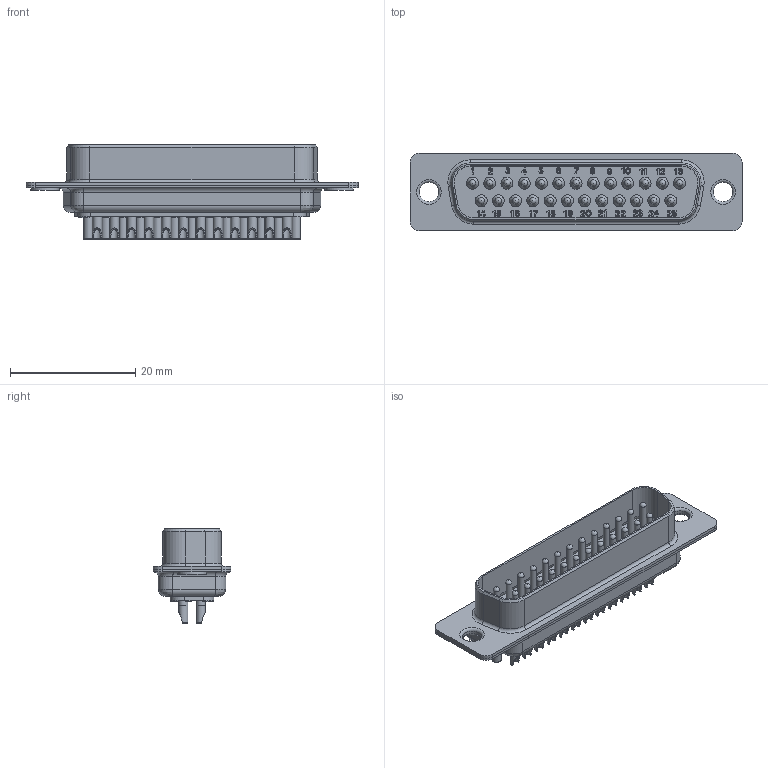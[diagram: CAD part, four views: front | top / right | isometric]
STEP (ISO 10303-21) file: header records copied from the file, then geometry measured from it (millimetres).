
FILE_DESCRIPTION(/* description */ ('I25P'),/* implementation_level */ '2;1');
FILE_NAME(/* name */ 'K050009.stp',/* time_stamp */ '2017-04-28T16:54:27+02:00',/* author */ ('M. Rickli'),/* organization */ (''),/* preprocessor_version */ 'ST-DEVELOPER v15.6',/* originating_system */ 'Autodesk Inventor 2015',/* authorisation */ '');
FILE_SCHEMA (('AUTOMOTIVE_DESIGN { 1 0 10303 214 3 1 1 }'));
Length unit declared in the file: millimetre
Products named in the file (5): N00405_BG; R+B00919_BG; R+B00128_BG; R+B00123_BG; K050009
Assembly tree (28 placements, depth 2):
  K050009
    N00405_BG
    R+B00919_BG  x25
    R+B00128_BG
    R+B00123_BG
Bounding box: 53.1 x 12.4 x 15.1 mm (x, y, z)
Volume: 2480.8 mm3; surface area: 7064.3 mm2
Topology: 28 solids, 28 shells, 1594 faces, 3776 edges, 2453 vertices
Faces by surface type: plane 836, cylinder 443, cone 154, bspline 112, sphere 25, torus 24
Full cylindrical faces by diameter (mm): 0.242 x4, 0.281 x4, 1 x25, 1.2 x25, 1.5 x25, 1.6 x25, 1.602 x50, 1.92 x25, 1.94 x25, 1.96 x50, 2.23 x25, 2.3 x25, 3.1 x2, 3.9 x2, 4.06 x2, 4.6 x2
Entity records: 43373 total; most frequent: CARTESIAN_POINT 19388, ORIENTED_EDGE 4872, DIRECTION 4570, EDGE_CURVE 2436, LINE 1808, VECTOR 1808, VERTEX_POINT 1654, AXIS2_PLACEMENT_3D 1381
